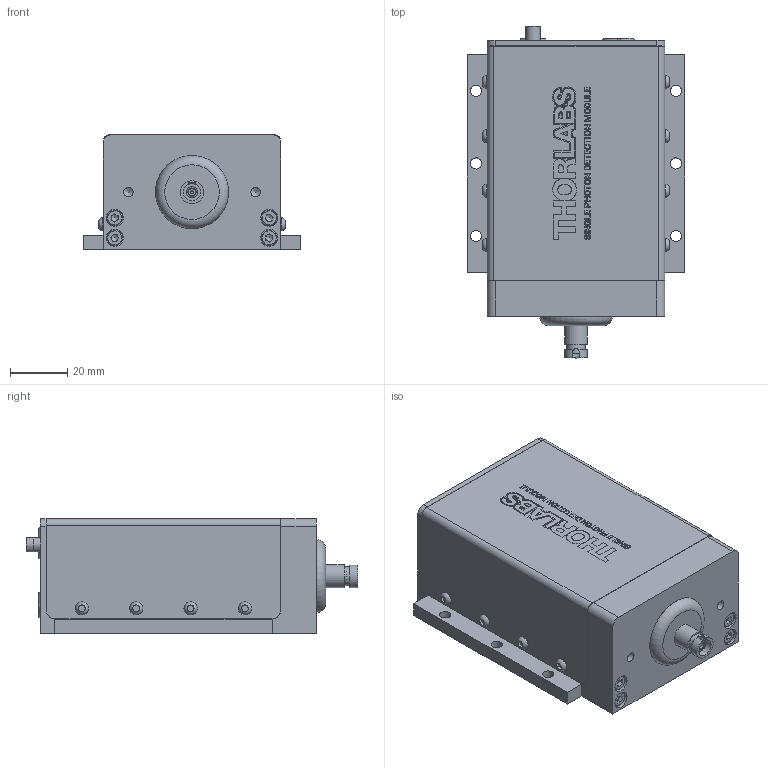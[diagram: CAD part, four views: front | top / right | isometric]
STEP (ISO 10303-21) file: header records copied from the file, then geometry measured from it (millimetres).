
FILE_DESCRIPTION (( 'STEP AP214' ), '1' );
FILE_NAME ('22.02.08_SPDMH3F WEB.STEP', '2022-02-08T12:00:27', ( '' ), ( '' ), 'SwSTEP 2.0', 'SolidWorks 2019', '' );
FILE_SCHEMA (( 'AUTOMOTIVE_DESIGN' ));
Length unit declared in the file: millimetre
Products named in the file (1): 22.02.08_SPDMH3F WEB
Bounding box: 76 x 116.01 x 40.1 mm (x, y, z)
Volume: 94150.2 mm3; surface area: 54057.9 mm2
Topology: 2 solids, 26 shells, 2711 faces, 6869 edges, 4533 vertices
Faces by surface type: plane 1949, bspline 456, cylinder 224, cone 44, torus 38
Full cylindrical faces by diameter (mm): 0.274 x1, 0.421 x1, 1 x5, 1.98 x4, 2 x3, 2.013 x8, 2.2 x4, 2.459 x4, 2.5 x1, 3 x12, 3.2 x8, 3.307 x2, 3.9 x6, 4 x1, 4.3 x4, 4.5 x2, 5 x2, 5.5 x8, 6 x9, 6.097 x1, 6.6 x1, 7 x1, 7.1 x1, 7.2 x2, 8 x1, 9 x2, 9.1 x1, 9.5 x1, 12 x2, 13.97 x1
Entity records: 121568 total; most frequent: CARTESIAN_POINT 32411, ORIENTED_EDGE 13144, DIRECTION 9862, EDGE_CURVE 6572, VERTEX_POINT 4425, VECTOR 4244, LINE 4244, EDGE_LOOP 3253
